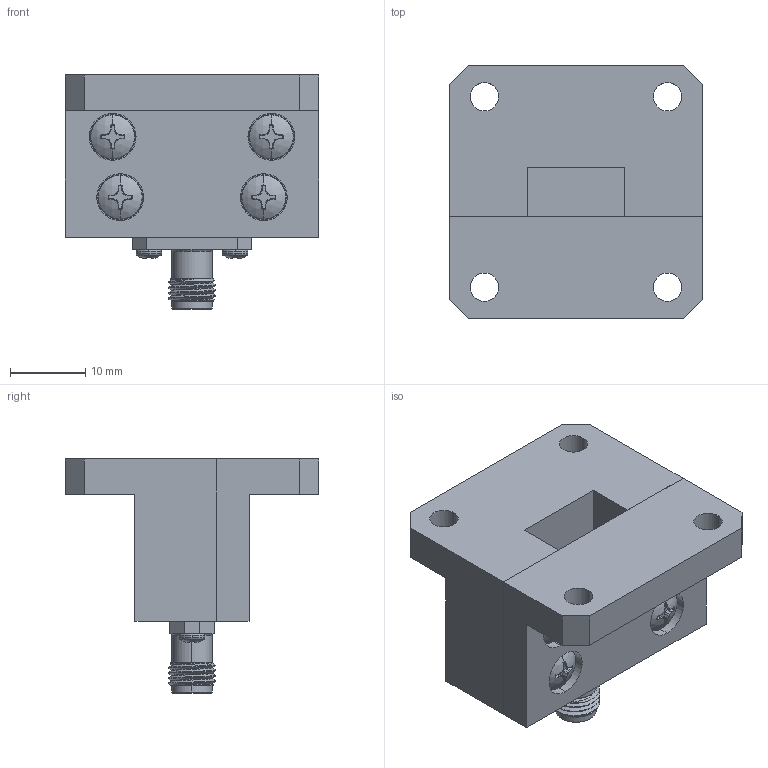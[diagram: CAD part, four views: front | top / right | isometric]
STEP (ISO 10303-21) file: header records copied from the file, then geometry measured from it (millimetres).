
FILE_DESCRIPTION (( 'STEP AP214' ), '1' );
FILE_NAME ('FMWCA9879A_3D.step', '2024-06-13T15:48:21', ( '' ), ( '' ), 'SwSTEP 2.0', 'SolidWorks 2022', '' );
FILE_SCHEMA (( 'AUTOMOTIVE_DESIGN' ));
Length unit declared in the file: millimetre
Products named in the file (1): FMWCA9879A_3D
Bounding box: 33.66 x 33.66 x 31.03 mm (x, y, z)
Volume: 12550.5 mm3; surface area: 7558.4 mm2
Topology: 7 solids, 7 shells, 901 faces, 2420 edges, 1587 vertices
Faces by surface type: plane 355, cylinder 208, bspline 206, cone 88, torus 34, sphere 10
Entity records: 47338 total; most frequent: CARTESIAN_POINT 23403, ORIENTED_EDGE 4836, DIRECTION 3349, EDGE_CURVE 2418, VERTEX_POINT 1587, LINE 1149, VECTOR 1149, AXIS2_PLACEMENT_3D 1100
